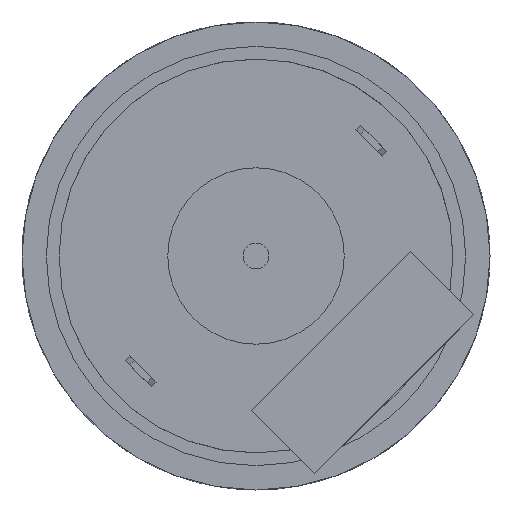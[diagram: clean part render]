
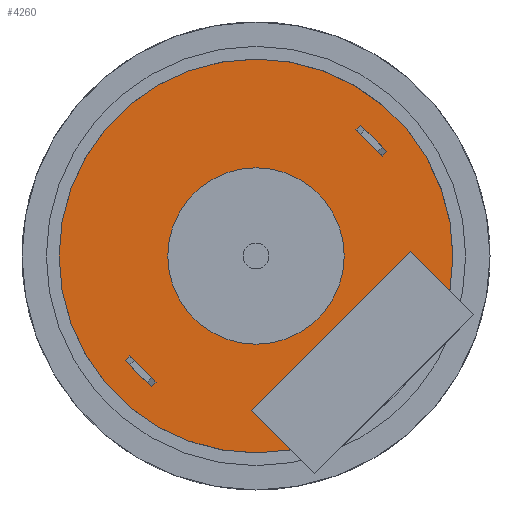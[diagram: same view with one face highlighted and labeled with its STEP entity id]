
A CAD part, front view. The second image highlights one B-rep face of the part: STEP entity #4260.
In plain terms, the highlighted planar face has unit normal (0, -1, 0).
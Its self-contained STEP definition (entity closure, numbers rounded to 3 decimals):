
#3941=CARTESIAN_POINT('',(-15.4,-47.3,0.));
#3942=VERTEX_POINT('',#3941);
#3943=CARTESIAN_POINT('',(2.708,-47.3,-15.16));
#3944=VERTEX_POINT('',#3943);
#3945=CARTESIAN_POINT('',(0.,-47.3,0.));
#3946=DIRECTION('',(-1.,0.,0.));
#3947=DIRECTION('',(0.,-1.,0.));
#3948=AXIS2_PLACEMENT_3D('',#3945,#3947,#3946);
#3949=CIRCLE('',#3948,15.4);
#3950=EDGE_CURVE('',#3942,#3944,#3949,.T.);
#3970=CARTESIAN_POINT('',(15.158,-47.3,-2.72));
#3971=VERTEX_POINT('',#3970);
#3979=CARTESIAN_POINT('',(0.,-47.3,0.));
#3980=DIRECTION('',(0.984,0.,-0.177));
#3981=DIRECTION('',(0.,-1.,0.));
#3982=AXIS2_PLACEMENT_3D('',#3979,#3981,#3980);
#3983=CIRCLE('',#3982,15.4);
#3984=EDGE_CURVE('',#3971,#3942,#3983,.T.);
#4086=CARTESIAN_POINT('',(0.834,-47.3,4.139));
#4087=DIRECTION('',(-1.,0.,0.));
#4088=DIRECTION('',(0.,-1.,0.));
#4089=AXIS2_PLACEMENT_3D('',#4086,#4088,#4087);
#4090=PLANE('',#4089);
#4091=ORIENTED_EDGE('',*,*,#3950,.T.);
#4092=CARTESIAN_POINT('',(-0.358,-47.3,-12.091));
#4093=VERTEX_POINT('',#4092);
#4094=CARTESIAN_POINT('',(-0.358,-47.3,-12.091));
#4095=DIRECTION('',(0.707,0.,-0.707));
#4096=VECTOR('',#4095,4.338);
#4097=LINE('',#4094,#4096);
#4098=EDGE_CURVE('',#4093,#3944,#4097,.T.);
#4099=ORIENTED_EDGE('',*,*,#4098,.F.);
#4100=CARTESIAN_POINT('',(12.092,-47.3,0.349));
#4101=VERTEX_POINT('',#4100);
#4102=CARTESIAN_POINT('',(12.092,-47.3,0.349));
#4103=DIRECTION('',(-0.707,0.,-0.707));
#4104=VECTOR('',#4103,17.6);
#4105=LINE('',#4102,#4104);
#4106=EDGE_CURVE('',#4101,#4093,#4105,.T.);
#4107=ORIENTED_EDGE('',*,*,#4106,.F.);
#4108=CARTESIAN_POINT('',(15.158,-47.3,-2.72));
#4109=DIRECTION('',(-0.707,0.,0.707));
#4110=VECTOR('',#4109,4.338);
#4111=LINE('',#4108,#4110);
#4112=EDGE_CURVE('',#3971,#4101,#4111,.T.);
#4113=ORIENTED_EDGE('',*,*,#4112,.F.);
#4114=ORIENTED_EDGE('',*,*,#3984,.T.);
#4115=EDGE_LOOP('',(#4091,#4099,#4107,#4113,#4114));
#4116=FACE_OUTER_BOUND('',#4115,.T.);
#4117=CARTESIAN_POINT('',(10.218,-47.3,8.167));
#4118=VERTEX_POINT('',#4117);
#4119=CARTESIAN_POINT('',(9.864,-47.3,7.814));
#4120=VERTEX_POINT('',#4119);
#4121=CARTESIAN_POINT('',(10.218,-47.3,8.167));
#4122=DIRECTION('',(-0.707,0.,-0.707));
#4123=VECTOR('',#4122,0.5);
#4124=LINE('',#4121,#4123);
#4125=EDGE_CURVE('',#4118,#4120,#4124,.T.);
#4126=ORIENTED_EDGE('',*,*,#4125,.T.);
#4127=CARTESIAN_POINT('',(9.405,-47.3,8.273));
#4128=VERTEX_POINT('',#4127);
#4129=CARTESIAN_POINT('',(9.864,-47.3,7.814));
#4130=DIRECTION('',(-0.707,0.,0.707));
#4131=VECTOR('',#4130,0.65);
#4132=LINE('',#4129,#4131);
#4133=EDGE_CURVE('',#4120,#4128,#4132,.T.);
#4134=ORIENTED_EDGE('',*,*,#4133,.T.);
#4135=CARTESIAN_POINT('',(8.273,-47.3,9.405));
#4136=VERTEX_POINT('',#4135);
#4137=CARTESIAN_POINT('',(9.405,-47.3,8.273));
#4138=DIRECTION('',(-0.707,0.,0.707));
#4139=VECTOR('',#4138,1.6);
#4140=LINE('',#4137,#4139);
#4141=EDGE_CURVE('',#4128,#4136,#4140,.T.);
#4142=ORIENTED_EDGE('',*,*,#4141,.T.);
#4143=CARTESIAN_POINT('',(7.814,-47.3,9.864));
#4144=VERTEX_POINT('',#4143);
#4145=CARTESIAN_POINT('',(8.273,-47.3,9.405));
#4146=DIRECTION('',(-0.707,0.,0.707));
#4147=VECTOR('',#4146,0.65);
#4148=LINE('',#4145,#4147);
#4149=EDGE_CURVE('',#4136,#4144,#4148,.T.);
#4150=ORIENTED_EDGE('',*,*,#4149,.T.);
#4151=CARTESIAN_POINT('',(8.167,-47.3,10.218));
#4152=VERTEX_POINT('',#4151);
#4153=CARTESIAN_POINT('',(7.814,-47.3,9.864));
#4154=DIRECTION('',(0.707,0.,0.707));
#4155=VECTOR('',#4154,0.5);
#4156=LINE('',#4153,#4155);
#4157=EDGE_CURVE('',#4144,#4152,#4156,.T.);
#4158=ORIENTED_EDGE('',*,*,#4157,.T.);
#4159=CARTESIAN_POINT('',(8.627,-47.3,9.758));
#4160=VERTEX_POINT('',#4159);
#4161=CARTESIAN_POINT('',(8.167,-47.3,10.218));
#4162=DIRECTION('',(0.707,0.,-0.707));
#4163=VECTOR('',#4162,0.65);
#4164=LINE('',#4161,#4163);
#4165=EDGE_CURVE('',#4152,#4160,#4164,.T.);
#4166=ORIENTED_EDGE('',*,*,#4165,.T.);
#4167=CARTESIAN_POINT('',(9.758,-47.3,8.627));
#4168=VERTEX_POINT('',#4167);
#4169=CARTESIAN_POINT('',(8.627,-47.3,9.758));
#4170=DIRECTION('',(0.707,0.,-0.707));
#4171=VECTOR('',#4170,1.6);
#4172=LINE('',#4169,#4171);
#4173=EDGE_CURVE('',#4160,#4168,#4172,.T.);
#4174=ORIENTED_EDGE('',*,*,#4173,.T.);
#4175=CARTESIAN_POINT('',(9.758,-47.3,8.627));
#4176=DIRECTION('',(0.707,0.,-0.707));
#4177=VECTOR('',#4176,0.65);
#4178=LINE('',#4175,#4177);
#4179=EDGE_CURVE('',#4168,#4118,#4178,.T.);
#4180=ORIENTED_EDGE('',*,*,#4179,.T.);
#4181=EDGE_LOOP('',(#4126,#4134,#4142,#4150,#4158,#4166,#4174,#4180));
#4182=FACE_BOUND('',#4181,.T.);
#4183=CARTESIAN_POINT('',(-7.814,-47.3,-9.864));
#4184=VERTEX_POINT('',#4183);
#4185=CARTESIAN_POINT('',(-8.167,-47.3,-10.218));
#4186=VERTEX_POINT('',#4185);
#4187=CARTESIAN_POINT('',(-7.814,-47.3,-9.864));
#4188=DIRECTION('',(-0.707,0.,-0.707));
#4189=VECTOR('',#4188,0.5);
#4190=LINE('',#4187,#4189);
#4191=EDGE_CURVE('',#4184,#4186,#4190,.T.);
#4192=ORIENTED_EDGE('',*,*,#4191,.T.);
#4193=CARTESIAN_POINT('',(-8.627,-47.3,-9.758));
#4194=VERTEX_POINT('',#4193);
#4195=CARTESIAN_POINT('',(-8.167,-47.3,-10.218));
#4196=DIRECTION('',(-0.707,0.,0.707));
#4197=VECTOR('',#4196,0.65);
#4198=LINE('',#4195,#4197);
#4199=EDGE_CURVE('',#4186,#4194,#4198,.T.);
#4200=ORIENTED_EDGE('',*,*,#4199,.T.);
#4201=CARTESIAN_POINT('',(-9.758,-47.3,-8.627));
#4202=VERTEX_POINT('',#4201);
#4203=CARTESIAN_POINT('',(-8.627,-47.3,-9.758));
#4204=DIRECTION('',(-0.707,0.,0.707));
#4205=VECTOR('',#4204,1.6);
#4206=LINE('',#4203,#4205);
#4207=EDGE_CURVE('',#4194,#4202,#4206,.T.);
#4208=ORIENTED_EDGE('',*,*,#4207,.T.);
#4209=CARTESIAN_POINT('',(-10.218,-47.3,-8.167));
#4210=VERTEX_POINT('',#4209);
#4211=CARTESIAN_POINT('',(-9.758,-47.3,-8.627));
#4212=DIRECTION('',(-0.707,0.,0.707));
#4213=VECTOR('',#4212,0.65);
#4214=LINE('',#4211,#4213);
#4215=EDGE_CURVE('',#4202,#4210,#4214,.T.);
#4216=ORIENTED_EDGE('',*,*,#4215,.T.);
#4217=CARTESIAN_POINT('',(-9.864,-47.3,-7.814));
#4218=VERTEX_POINT('',#4217);
#4219=CARTESIAN_POINT('',(-10.218,-47.3,-8.167));
#4220=DIRECTION('',(0.707,0.,0.707));
#4221=VECTOR('',#4220,0.5);
#4222=LINE('',#4219,#4221);
#4223=EDGE_CURVE('',#4210,#4218,#4222,.T.);
#4224=ORIENTED_EDGE('',*,*,#4223,.T.);
#4225=CARTESIAN_POINT('',(-9.405,-47.3,-8.273));
#4226=VERTEX_POINT('',#4225);
#4227=CARTESIAN_POINT('',(-9.405,-47.3,-8.273));
#4228=DIRECTION('',(-0.707,0.,0.707));
#4229=VECTOR('',#4228,0.65);
#4230=LINE('',#4227,#4229);
#4231=EDGE_CURVE('',#4226,#4218,#4230,.T.);
#4232=ORIENTED_EDGE('',*,*,#4231,.F.);
#4233=CARTESIAN_POINT('',(-8.273,-47.3,-9.405));
#4234=VERTEX_POINT('',#4233);
#4235=CARTESIAN_POINT('',(-8.273,-47.3,-9.405));
#4236=DIRECTION('',(-0.707,0.,0.707));
#4237=VECTOR('',#4236,1.6);
#4238=LINE('',#4235,#4237);
#4239=EDGE_CURVE('',#4234,#4226,#4238,.T.);
#4240=ORIENTED_EDGE('',*,*,#4239,.F.);
#4241=CARTESIAN_POINT('',(-7.814,-47.3,-9.864));
#4242=DIRECTION('',(-0.707,0.,0.707));
#4243=VECTOR('',#4242,0.65);
#4244=LINE('',#4241,#4243);
#4245=EDGE_CURVE('',#4184,#4234,#4244,.T.);
#4246=ORIENTED_EDGE('',*,*,#4245,.F.);
#4247=EDGE_LOOP('',(#4192,#4200,#4208,#4216,#4224,#4232,#4240,#4246));
#4248=FACE_BOUND('',#4247,.T.);
#4249=CARTESIAN_POINT('',(-6.9,-47.3,0.));
#4250=VERTEX_POINT('',#4249);
#4251=CARTESIAN_POINT('',(0.,-47.3,0.));
#4252=DIRECTION('',(-1.,0.,0.));
#4253=DIRECTION('',(0.,-1.,0.));
#4254=AXIS2_PLACEMENT_3D('',#4251,#4253,#4252);
#4255=CIRCLE('',#4254,6.9);
#4256=EDGE_CURVE('',#4250,#4250,#4255,.T.);
#4257=ORIENTED_EDGE('',*,*,#4256,.F.);
#4258=EDGE_LOOP('',(#4257));
#4259=FACE_BOUND('',#4258,.T.);
#4260=ADVANCED_FACE('',(#4116,#4182,#4248,#4259),#4090,.T.);
